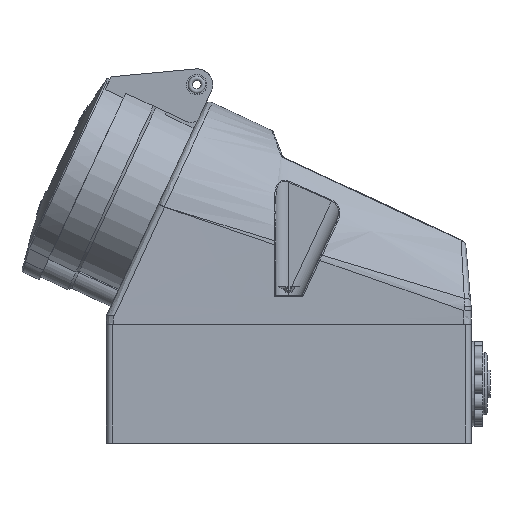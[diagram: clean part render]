
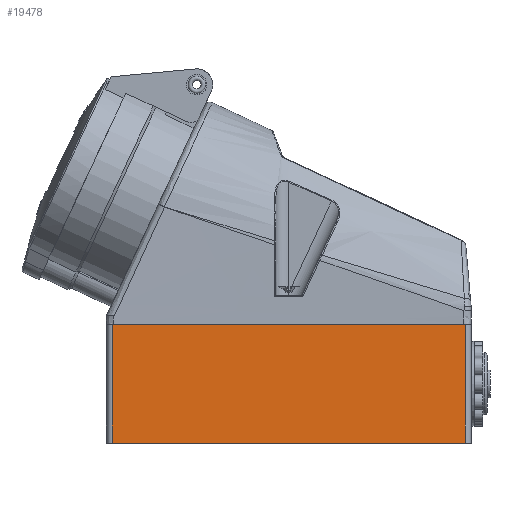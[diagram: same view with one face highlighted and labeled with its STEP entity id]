
A CAD part, left-side view. The second image highlights one B-rep face of the part: STEP entity #19478.
In plain terms, the highlighted planar face has unit normal (-1, 0, 0).
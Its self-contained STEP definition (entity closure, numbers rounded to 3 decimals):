
#2613=FACE_OUTER_BOUND('',#3792,.T.);
#3792=EDGE_LOOP('',(#16151,#16152,#16153,#16154,#16155,#16156));
#4742=LINE('',#27257,#6016);
#4747=LINE('',#27376,#6021);
#4832=LINE('',#27652,#6106);
#4855=LINE('',#27731,#6129);
#4860=LINE('',#27739,#6134);
#5460=LINE('',#42943,#6734);
#6016=VECTOR('',#22199,10.);
#6021=VECTOR('',#22214,10.);
#6106=VECTOR('',#22433,10.);
#6129=VECTOR('',#22506,10.);
#6134=VECTOR('',#22517,10.);
#6734=VECTOR('',#23863,127.399);
#7390=VERTEX_POINT('',#27202);
#7392=VERTEX_POINT('',#27256);
#7398=VERTEX_POINT('',#27319);
#7400=VERTEX_POINT('',#27374);
#7491=VERTEX_POINT('',#27649);
#7492=VERTEX_POINT('',#27651);
#9446=EDGE_CURVE('',#7390,#7392,#4742,.T.);
#9456=EDGE_CURVE('',#7400,#7398,#4747,.T.);
#9581=EDGE_CURVE('',#7491,#7492,#4832,.T.);
#9623=EDGE_CURVE('',#7492,#7400,#4855,.T.);
#9628=EDGE_CURVE('',#7392,#7491,#4860,.T.);
#11092=EDGE_CURVE('',#7390,#7398,#5460,.T.);
#16151=ORIENTED_EDGE('',*,*,#9623,.F.);
#16152=ORIENTED_EDGE('',*,*,#9581,.F.);
#16153=ORIENTED_EDGE('',*,*,#9628,.F.);
#16154=ORIENTED_EDGE('',*,*,#9446,.F.);
#16155=ORIENTED_EDGE('',*,*,#11092,.T.);
#16156=ORIENTED_EDGE('',*,*,#9456,.F.);
#17448=PLANE('',#20628);
#19478=ADVANCED_FACE('',(#2613),#17448,.T.);
#20628=AXIS2_PLACEMENT_3D('',#42942,#23861,#23862);
#22199=DIRECTION('',(0.,-1.,0.));
#22214=DIRECTION('',(0.,-1.,0.));
#22433=DIRECTION('',(0.,1.,0.));
#22506=DIRECTION('',(0.,0.,1.));
#22517=DIRECTION('',(0.,0.,-1.));
#23861=DIRECTION('center_axis',(-1.,0.,0.));
#23862=DIRECTION('ref_axis',(0.,0.,1.));
#23863=DIRECTION('',(0.,1.,0.));
#27202=CARTESIAN_POINT('',(-41.5,-60.5,0.));
#27256=CARTESIAN_POINT('',(-41.5,-61.,0.));
#27257=CARTESIAN_POINT('',(-41.5,-30.25,0.));
#27319=CARTESIAN_POINT('',(-41.5,60.5,0.));
#27374=CARTESIAN_POINT('',(-41.5,61.,0.));
#27376=CARTESIAN_POINT('',(-41.5,-30.25,0.));
#27649=CARTESIAN_POINT('',(-41.5,-61.,-41.));
#27651=CARTESIAN_POINT('',(-41.5,61.,-41.));
#27652=CARTESIAN_POINT('',(-41.5,-30.25,-41.));
#27731=CARTESIAN_POINT('',(-41.5,61.,0.));
#27739=CARTESIAN_POINT('',(-41.5,-61.,0.));
#42942=CARTESIAN_POINT('Origin',(-41.5,60.5,0.));
#42943=CARTESIAN_POINT('',(-41.5,-63.,0.));
